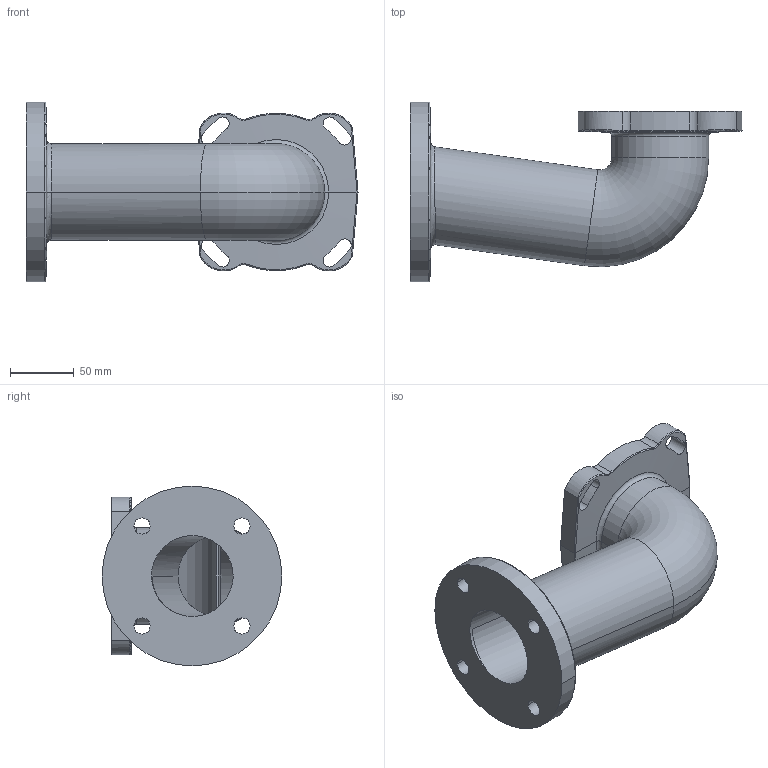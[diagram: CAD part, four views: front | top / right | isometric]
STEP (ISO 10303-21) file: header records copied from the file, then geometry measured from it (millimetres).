
FILE_DESCRIPTION((''),'2;1');
FILE_NAME('D20706_PRT','2006-12-19T',('work1'),(''),'PRO/ENGINEER BY PARAMETRIC TECHNOLOGY CORPORATION, 2005110','PRO/ENGINEER BY PARAMETRIC TECHNOLOGY CORPORATION, 2005110','');
FILE_SCHEMA(('CONFIG_CONTROL_DESIGN'));
Length unit declared in the file: inch
Products named in the file (1): D20706_PRT
Bounding box: 260.89 x 141.29 x 141.29 mm (x, y, z)
Volume: 698562.2 mm3; surface area: 180553.5 mm2
Topology: 1 solids, 1 shells, 108 faces, 269 edges, 161 vertices
Faces by surface type: cylinder 46, bspline 34, torus 14, plane 10, cone 4
Entity records: 4687 total; most frequent: CARTESIAN_POINT 2319, ORIENTED_EDGE 538, DIRECTION 412, EDGE_CURVE 269, AXIS2_PLACEMENT_3D 175, VERTEX_POINT 161, EDGE_LOOP 126, FACE_OUTER_BOUND 108
